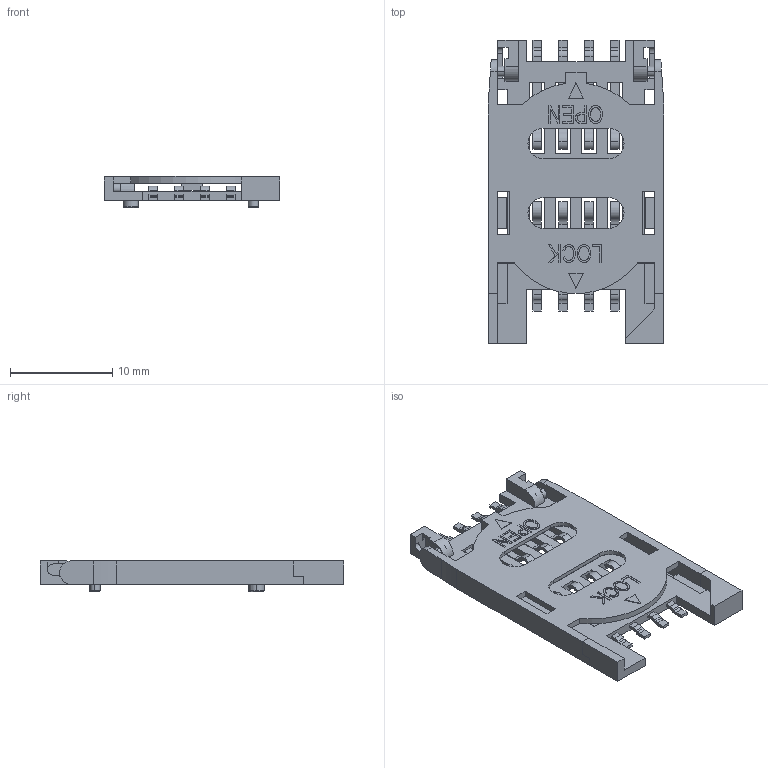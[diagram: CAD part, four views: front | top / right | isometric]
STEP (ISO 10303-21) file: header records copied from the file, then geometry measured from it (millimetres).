
FILE_DESCRIPTION (( 'STEP AP214' ), '1' );
FILE_NAME ('User Library-SIM holder R5190008-X33(4)-R.STEP', '2017-12-06T05:22:30', ( 'Windows User' ), ( '' ), 'SwSTEP 2.0', 'SolidWorks 2017', '' );
FILE_SCHEMA (( 'AUTOMOTIVE_DESIGN' ));
Length unit declared in the file: millimetre
Products named in the file (1): User Library-SIM holder R5190008-X33(4)-R
Bounding box: 17.2 x 29.7 x 3.05 mm (x, y, z)
Surface area: 1813.7 mm2 (no closed solid volume)
Topology: 0 solids, 2 shells, 443 faces, 1301 edges, 868 vertices
Faces by surface type: plane 295, cylinder 103, bspline 35, cone 6, torus 4
Entity records: 21558 total; most frequent: CARTESIAN_POINT 4902, ORIENTED_EDGE 2496, DIRECTION 2267, EDGE_CURVE 1301, VECTOR 1009, LINE 1009, VERTEX_POINT 868, AXIS2_PLACEMENT_3D 629
